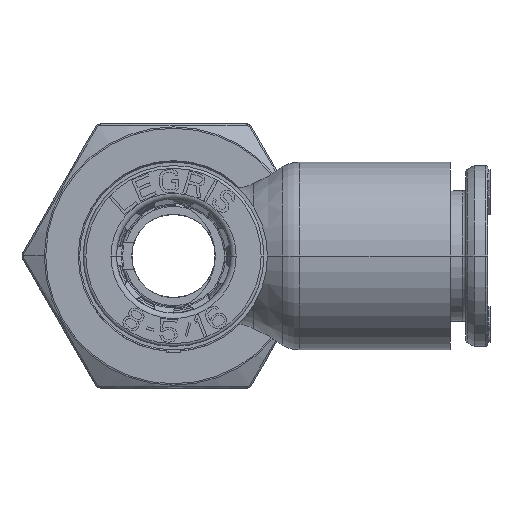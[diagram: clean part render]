
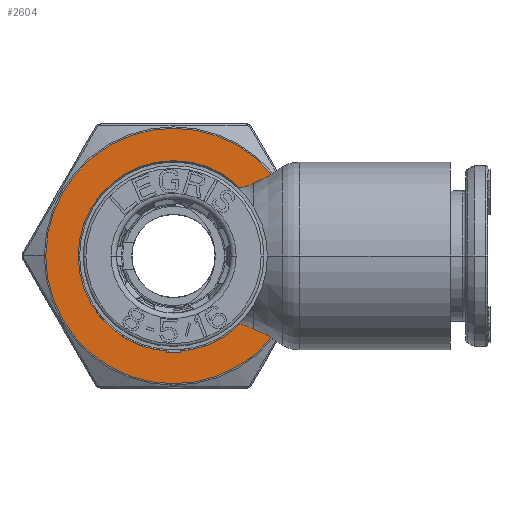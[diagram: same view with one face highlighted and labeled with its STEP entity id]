
A CAD part, left-side view. The second image highlights one B-rep face of the part: STEP entity #2604.
In plain terms, the highlighted planar face has unit normal (-1, 0, 0).
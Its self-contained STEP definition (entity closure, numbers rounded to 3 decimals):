
#2604=ADVANCED_FACE('',(#7193,#7194),#7195,.F.);
#7193=FACE_OUTER_BOUND('',#14169,.T.);
#7194=FACE_BOUND('',#14170,.T.);
#7195=PLANE('',#14171);
#14169=EDGE_LOOP('',(#26924,#26925,#26926));
#14170=EDGE_LOOP('',(#26927,#26928));
#14171=AXIS2_PLACEMENT_3D('',#26929,#26930,#26931);
#26924=ORIENTED_EDGE('',*,*,#46403,.T.);
#26925=ORIENTED_EDGE('',*,*,#46404,.T.);
#26926=ORIENTED_EDGE('',*,*,#46405,.T.);
#26927=ORIENTED_EDGE('',*,*,#46406,.T.);
#26928=ORIENTED_EDGE('',*,*,#46407,.T.);
#26929=CARTESIAN_POINT('',(20.5,0.0,0.0));
#26930=DIRECTION('',(1.0,0.0,0.0));
#26931=DIRECTION('',(0.0,-1.0,-0.0));
#46403=EDGE_CURVE('',#55009,#55010,#55011,.T.);
#46404=EDGE_CURVE('',#55010,#55012,#55013,.T.);
#46405=EDGE_CURVE('',#55012,#55009,#55014,.T.);
#46406=EDGE_CURVE('',#55015,#55016,#55017,.T.);
#46407=EDGE_CURVE('',#55016,#55015,#55018,.T.);
#55009=VERTEX_POINT('',#67717);
#55010=VERTEX_POINT('',#67718);
#55011=CIRCLE('',#67719,9.184);
#55012=VERTEX_POINT('',#67720);
#55013=CIRCLE('',#67721,9.184);
#55014=CIRCLE('',#67722,9.184);
#55015=VERTEX_POINT('',#67723);
#55016=VERTEX_POINT('',#67724);
#55017=CIRCLE('',#67725,6.85);
#55018=CIRCLE('',#67726,6.85);
#67717=CARTESIAN_POINT('',(20.5,9.184,0.0));
#67718=CARTESIAN_POINT('',(20.5,-9.184,-0.063));
#67719=AXIS2_PLACEMENT_3D('',#88448,#88449,#88450);
#67720=CARTESIAN_POINT('',(20.5,9.184,0.063));
#67721=AXIS2_PLACEMENT_3D('',#88451,#88452,#88453);
#67722=AXIS2_PLACEMENT_3D('',#88454,#88455,#88456);
#67723=CARTESIAN_POINT('',(20.5,0.0,-6.85));
#67724=CARTESIAN_POINT('',(20.5,0.,6.85));
#67725=AXIS2_PLACEMENT_3D('',#88457,#88458,#88459);
#67726=AXIS2_PLACEMENT_3D('',#88460,#88461,#88462);
#88448=CARTESIAN_POINT('',(20.5,0.0,0.0));
#88449=DIRECTION('',(-1.0,0.0,0.0));
#88450=DIRECTION('',(0.0,-1.0,0.0));
#88451=CARTESIAN_POINT('',(20.5,0.0,0.0));
#88452=DIRECTION('',(-1.0,0.0,0.0));
#88453=DIRECTION('',(0.0,-1.0,0.0));
#88454=CARTESIAN_POINT('',(20.5,0.0,0.0));
#88455=DIRECTION('',(-1.0,0.0,0.0));
#88456=DIRECTION('',(0.0,-1.0,0.0));
#88457=CARTESIAN_POINT('',(20.5,0.0,0.0));
#88458=DIRECTION('',(1.0,0.0,0.0));
#88459=DIRECTION('',(0.0,0.0,-1.0));
#88460=CARTESIAN_POINT('',(20.5,0.0,0.0));
#88461=DIRECTION('',(1.0,0.0,0.0));
#88462=DIRECTION('',(0.0,0.0,-1.0));
